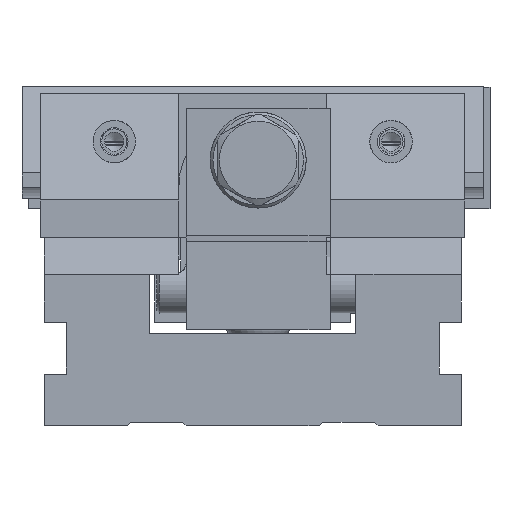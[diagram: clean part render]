
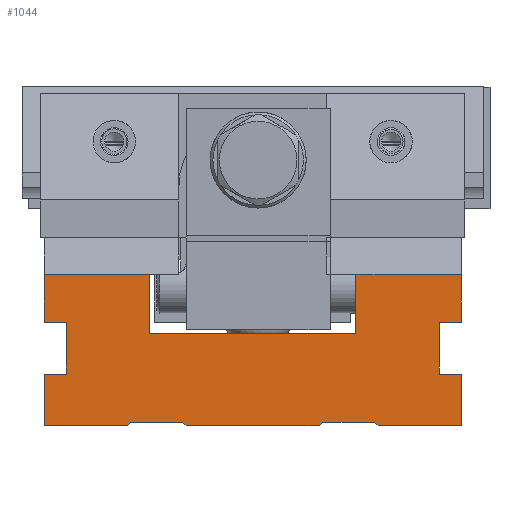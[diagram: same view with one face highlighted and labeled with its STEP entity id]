
A CAD part, left-side view. The second image highlights one B-rep face of the part: STEP entity #1044.
In plain terms, the highlighted planar face has unit normal (-1, 0, 0).
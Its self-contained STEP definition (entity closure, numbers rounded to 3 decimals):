
#1044=ADVANCED_FACE('',(#2010),#1658,.T.);
#1658=PLANE('',#10440);
#2010=FACE_OUTER_BOUND('',#2414,.T.);
#2414=EDGE_LOOP('',(#3730,#3731,#3732,#3733,#3734,#3735,#3736,#3737,#3738,
#3739,#3740,#3741,#3742,#3743,#3744,#3745,#3746,#3747,#3748,#3749,#3750,
#3751,#3752,#3753));
#3730=ORIENTED_EDGE('',*,*,#7418,.F.);
#3731=ORIENTED_EDGE('',*,*,#7419,.T.);
#3732=ORIENTED_EDGE('',*,*,#7372,.F.);
#3733=ORIENTED_EDGE('',*,*,#7420,.F.);
#3734=ORIENTED_EDGE('',*,*,#7421,.F.);
#3735=ORIENTED_EDGE('',*,*,#7422,.F.);
#3736=ORIENTED_EDGE('',*,*,#7423,.F.);
#3737=ORIENTED_EDGE('',*,*,#7424,.T.);
#3738=ORIENTED_EDGE('',*,*,#7425,.T.);
#3739=ORIENTED_EDGE('',*,*,#7426,.F.);
#3740=ORIENTED_EDGE('',*,*,#7427,.T.);
#3741=ORIENTED_EDGE('',*,*,#7346,.T.);
#3742=ORIENTED_EDGE('',*,*,#7428,.T.);
#3743=ORIENTED_EDGE('',*,*,#7429,.F.);
#3744=ORIENTED_EDGE('',*,*,#7430,.T.);
#3745=ORIENTED_EDGE('',*,*,#7339,.T.);
#3746=ORIENTED_EDGE('',*,*,#7417,.T.);
#3747=ORIENTED_EDGE('',*,*,#7431,.F.);
#3748=ORIENTED_EDGE('',*,*,#7432,.F.);
#3749=ORIENTED_EDGE('',*,*,#7433,.F.);
#3750=ORIENTED_EDGE('',*,*,#7350,.T.);
#3751=ORIENTED_EDGE('',*,*,#7434,.T.);
#3752=ORIENTED_EDGE('',*,*,#7435,.F.);
#3753=ORIENTED_EDGE('',*,*,#7436,.F.);
#6355=VERTEX_POINT('',#14370);
#6356=VERTEX_POINT('',#14371);
#6362=VERTEX_POINT('',#14384);
#6363=VERTEX_POINT('',#14386);
#6366=VERTEX_POINT('',#14393);
#6367=VERTEX_POINT('',#14395);
#6388=VERTEX_POINT('',#14441);
#6389=VERTEX_POINT('',#14442);
#6425=VERTEX_POINT('',#14529);
#6426=VERTEX_POINT('',#14533);
#6427=VERTEX_POINT('',#14534);
#6428=VERTEX_POINT('',#14537);
#6429=VERTEX_POINT('',#14539);
#6430=VERTEX_POINT('',#14541);
#6431=VERTEX_POINT('',#14543);
#6432=VERTEX_POINT('',#14545);
#6433=VERTEX_POINT('',#14547);
#6434=VERTEX_POINT('',#14549);
#6435=VERTEX_POINT('',#14552);
#6436=VERTEX_POINT('',#14554);
#6437=VERTEX_POINT('',#14557);
#6438=VERTEX_POINT('',#14559);
#6439=VERTEX_POINT('',#14562);
#6440=VERTEX_POINT('',#14564);
#7339=EDGE_CURVE('',#6355,#6356,#8695,.T.);
#7346=EDGE_CURVE('',#6363,#6362,#8701,.T.);
#7350=EDGE_CURVE('',#6367,#6366,#8705,.T.);
#7372=EDGE_CURVE('',#6388,#6389,#8725,.T.);
#7417=EDGE_CURVE('',#6356,#6425,#8762,.T.);
#7418=EDGE_CURVE('',#6426,#6427,#8763,.T.);
#7419=EDGE_CURVE('',#6426,#6389,#8764,.T.);
#7420=EDGE_CURVE('',#6428,#6388,#8765,.T.);
#7421=EDGE_CURVE('',#6429,#6428,#8766,.T.);
#7422=EDGE_CURVE('',#6430,#6429,#8767,.T.);
#7423=EDGE_CURVE('',#6431,#6430,#8768,.T.);
#7424=EDGE_CURVE('',#6431,#6432,#8769,.T.);
#7425=EDGE_CURVE('',#6432,#6433,#8770,.T.);
#7426=EDGE_CURVE('',#6434,#6433,#8771,.T.);
#7427=EDGE_CURVE('',#6434,#6363,#8772,.T.);
#7428=EDGE_CURVE('',#6362,#6435,#8773,.T.);
#7429=EDGE_CURVE('',#6436,#6435,#8774,.T.);
#7430=EDGE_CURVE('',#6436,#6355,#8775,.T.);
#7431=EDGE_CURVE('',#6437,#6425,#8776,.T.);
#7432=EDGE_CURVE('',#6438,#6437,#8777,.T.);
#7433=EDGE_CURVE('',#6367,#6438,#8778,.T.);
#7434=EDGE_CURVE('',#6366,#6439,#8779,.T.);
#7435=EDGE_CURVE('',#6440,#6439,#8780,.T.);
#7436=EDGE_CURVE('',#6427,#6440,#8781,.T.);
#8695=LINE('',#14369,#9555);
#8701=LINE('',#14385,#9561);
#8705=LINE('',#14394,#9565);
#8725=LINE('',#14440,#9585);
#8762=LINE('',#14530,#9622);
#8763=LINE('',#14532,#9623);
#8764=LINE('',#14535,#9624);
#8765=LINE('',#14536,#9625);
#8766=LINE('',#14538,#9626);
#8767=LINE('',#14540,#9627);
#8768=LINE('',#14542,#9628);
#8769=LINE('',#14544,#9629);
#8770=LINE('',#14546,#9630);
#8771=LINE('',#14548,#9631);
#8772=LINE('',#14550,#9632);
#8773=LINE('',#14551,#9633);
#8774=LINE('',#14553,#9634);
#8775=LINE('',#14555,#9635);
#8776=LINE('',#14556,#9636);
#8777=LINE('',#14558,#9637);
#8778=LINE('',#14560,#9638);
#8779=LINE('',#14561,#9639);
#8780=LINE('',#14563,#9640);
#8781=LINE('',#14565,#9641);
#9555=VECTOR('',#11448,1.);
#9561=VECTOR('',#11458,1.);
#9565=VECTOR('',#11464,1.);
#9585=VECTOR('',#11494,1.);
#9622=VECTOR('',#11561,1.);
#9623=VECTOR('',#11564,1.);
#9624=VECTOR('',#11565,1.);
#9625=VECTOR('',#11566,1.);
#9626=VECTOR('',#11567,1.);
#9627=VECTOR('',#11568,1.);
#9628=VECTOR('',#11569,1.);
#9629=VECTOR('',#11570,1.);
#9630=VECTOR('',#11571,1.);
#9631=VECTOR('',#11572,1.);
#9632=VECTOR('',#11573,1.);
#9633=VECTOR('',#11574,1.);
#9634=VECTOR('',#11575,1.);
#9635=VECTOR('',#11576,1.);
#9636=VECTOR('',#11577,1.);
#9637=VECTOR('',#11578,1.);
#9638=VECTOR('',#11579,1.);
#9639=VECTOR('',#11580,1.);
#9640=VECTOR('',#11581,1.);
#9641=VECTOR('',#11582,1.);
#10440=AXIS2_PLACEMENT_3D('',#14566,#11583,#11584);
#11448=DIRECTION('',(0.,-1.,0.));
#11458=DIRECTION('',(0.,-1.,0.));
#11464=DIRECTION('',(0.,0.,1.));
#11494=DIRECTION('',(0.,0.,1.));
#11561=DIRECTION('',(0.,0.,1.));
#11564=DIRECTION('',(0.,0.,-1.));
#11565=DIRECTION('',(0.,1.,0.));
#11566=DIRECTION('',(0.,1.,0.));
#11567=DIRECTION('',(0.,0.,1.));
#11568=DIRECTION('',(0.,-1.,0.));
#11569=DIRECTION('',(0.,0.,1.));
#11570=DIRECTION('',(0.,-1.,0.));
#11571=DIRECTION('',(0.,-0.707,0.707));
#11572=DIRECTION('',(0.,1.,0.));
#11573=DIRECTION('',(0.,-0.707,-0.707));
#11574=DIRECTION('',(0.,-0.707,0.707));
#11575=DIRECTION('',(0.,1.,0.));
#11576=DIRECTION('',(0.,-0.707,-0.707));
#11577=DIRECTION('',(0.,-1.,0.));
#11578=DIRECTION('',(0.,0.,-1.));
#11579=DIRECTION('',(0.,1.,0.));
#11580=DIRECTION('',(0.,1.,0.));
#11581=DIRECTION('',(0.,0.,1.));
#11582=DIRECTION('',(0.,-1.,0.));
#11583=DIRECTION('',(-1.,0.,0.));
#11584=DIRECTION('',(0.,0.,1.));
#14369=CARTESIAN_POINT('',(-24.074,58.319,0.));
#14370=CARTESIAN_POINT('',(-24.074,24.319,0.));
#14371=CARTESIAN_POINT('',(-24.074,1.819,0.));
#14384=CARTESIAN_POINT('',(-24.074,40.319,0.));
#14385=CARTESIAN_POINT('',(-24.074,58.319,0.));
#14386=CARTESIAN_POINT('',(-24.074,76.319,0.));
#14393=CARTESIAN_POINT('',(-24.074,1.819,41.));
#14394=CARTESIAN_POINT('',(-24.074,1.819,0.));
#14395=CARTESIAN_POINT('',(-24.074,1.819,28.));
#14440=CARTESIAN_POINT('',(-24.074,114.819,0.));
#14441=CARTESIAN_POINT('',(-24.074,114.819,28.));
#14442=CARTESIAN_POINT('',(-24.074,114.819,41.));
#14529=CARTESIAN_POINT('',(-24.074,1.819,14.));
#14530=CARTESIAN_POINT('',(-24.074,1.819,0.));
#14532=CARTESIAN_POINT('',(-24.074,86.319,0.));
#14533=CARTESIAN_POINT('',(-24.074,86.319,41.));
#14534=CARTESIAN_POINT('',(-24.074,86.319,25.));
#14535=CARTESIAN_POINT('',(-24.074,58.319,41.));
#14536=CARTESIAN_POINT('',(-24.074,58.319,28.));
#14537=CARTESIAN_POINT('',(-24.074,108.819,28.));
#14538=CARTESIAN_POINT('',(-24.074,108.819,0.));
#14539=CARTESIAN_POINT('',(-24.074,108.819,14.));
#14540=CARTESIAN_POINT('',(-24.074,58.319,14.));
#14541=CARTESIAN_POINT('',(-24.074,114.819,14.));
#14542=CARTESIAN_POINT('',(-24.074,114.819,0.));
#14543=CARTESIAN_POINT('',(-24.074,114.819,0.));
#14544=CARTESIAN_POINT('',(-24.074,58.319,0.));
#14545=CARTESIAN_POINT('',(-24.074,92.319,0.));
#14546=CARTESIAN_POINT('',(-24.074,75.319,17.));
#14547=CARTESIAN_POINT('',(-24.074,91.319,1.));
#14548=CARTESIAN_POINT('',(-24.074,58.319,1.));
#14549=CARTESIAN_POINT('',(-24.074,77.319,1.));
#14550=CARTESIAN_POINT('',(-24.074,67.319,-9.));
#14551=CARTESIAN_POINT('',(-24.074,49.319,-9.));
#14552=CARTESIAN_POINT('',(-24.074,39.319,1.));
#14553=CARTESIAN_POINT('',(-24.074,58.319,1.));
#14554=CARTESIAN_POINT('',(-24.074,25.319,1.));
#14555=CARTESIAN_POINT('',(-24.074,41.319,17.));
#14556=CARTESIAN_POINT('',(-24.074,58.319,14.));
#14557=CARTESIAN_POINT('',(-24.074,7.819,14.));
#14558=CARTESIAN_POINT('',(-24.074,7.819,0.));
#14559=CARTESIAN_POINT('',(-24.074,7.819,28.));
#14560=CARTESIAN_POINT('',(-24.074,58.319,28.));
#14561=CARTESIAN_POINT('',(-24.074,58.319,41.));
#14562=CARTESIAN_POINT('',(-24.074,30.319,41.));
#14563=CARTESIAN_POINT('',(-24.074,30.319,0.));
#14564=CARTESIAN_POINT('',(-24.074,30.319,25.));
#14565=CARTESIAN_POINT('',(-24.074,58.319,25.));
#14566=CARTESIAN_POINT('',(-24.074,58.319,0.));
